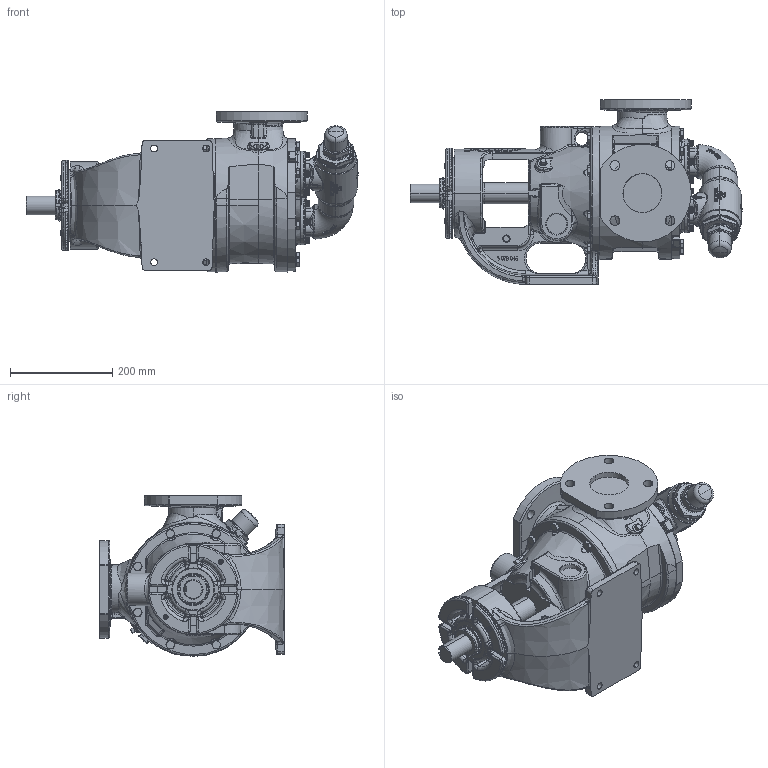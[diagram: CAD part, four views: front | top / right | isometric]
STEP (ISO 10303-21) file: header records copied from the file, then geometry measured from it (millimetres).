
FILE_DESCRIPTION (( 'STEP AP214' ), '1' );
FILE_NAME ('LL224AE.STEP', '2016-10-19T21:04:30', ( '' ), ( '' ), 'SwSTEP 2.0', 'SolidWorks 2015', '' );
FILE_SCHEMA (( 'AUTOMOTIVE_DESIGN' ));
Length unit declared in the file: inch
Products named in the file (2): LL224AE
Bounding box: 648.66 x 360.43 x 312.98 mm (x, y, z)
Volume: 18209989.9 mm3; surface area: 909378.1 mm2
Topology: 1 solids, 1 shells, 3868 faces, 10018 edges, 6188 vertices
Faces by surface type: plane 1225, bspline 1012, cylinder 866, cone 464, torus 225, sphere 76
Entity records: 252603 total; most frequent: CARTESIAN_POINT 136812, ORIENTED_EDGE 19864, DIRECTION 15119, EDGE_CURVE 9932, VERTEX_POINT 6186, AXIS2_PLACEMENT_3D 6180, EDGE_LOOP 4026, FACE_OUTER_BOUND 3868
